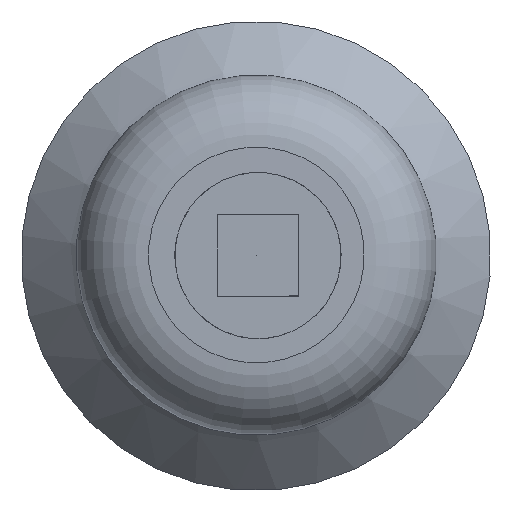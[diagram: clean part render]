
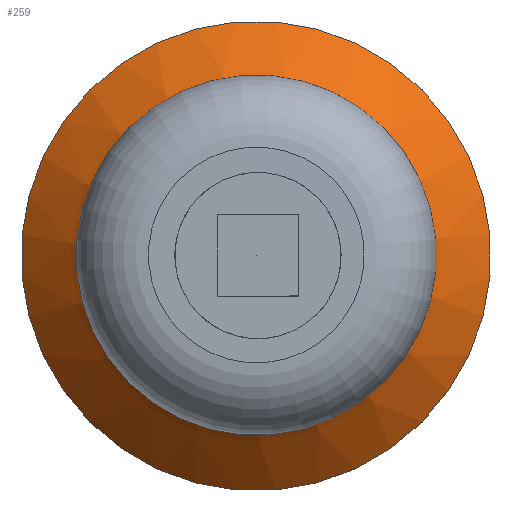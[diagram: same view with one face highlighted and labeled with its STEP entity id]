
A CAD part, top view. The second image highlights one B-rep face of the part: STEP entity #259.
In plain terms, the highlighted conical face has half-angle 44.951 degrees and reference radius 3.801 mm.
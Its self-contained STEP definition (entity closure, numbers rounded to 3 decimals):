
#204=CARTESIAN_POINT('',(59.329,166.684,28.195));
#205=VERTEX_POINT('',#204);
#212=CARTESIAN_POINT('',(51.986,164.717,28.201));
#213=VERTEX_POINT('',#212);
#214=CARTESIAN_POINT('',(55.657,165.701,28.198));
#215=DIRECTION('',(-0.001,0.,-1.));
#216=DIRECTION('',(-0.966,-0.259,0.001));
#217=AXIS2_PLACEMENT_3D('',#214,#215,#216);
#218=CIRCLE('',#217,3.801);
#219=EDGE_CURVE('',#213,#205,#218,.T.);
#221=CARTESIAN_POINT('',(55.657,165.701,28.198));
#222=DIRECTION('',(-0.001,0.,-1.));
#223=DIRECTION('',(-0.966,-0.259,0.001));
#224=AXIS2_PLACEMENT_3D('',#221,#222,#223);
#225=CIRCLE('',#224,3.801);
#226=EDGE_CURVE('',#205,#213,#225,.T.);
#234=CARTESIAN_POINT('',(55.657,165.701,28.198));
#235=DIRECTION('',(-0.001,0.,-1.));
#236=DIRECTION('',(-0.966,-0.259,0.001));
#237=AXIS2_PLACEMENT_3D('',#234,#235,#236);
#238=CONICAL_SURFACE('',#237,3.801,44.951);
#239=CARTESIAN_POINT('',(49.376,164.018,25.5));
#240=VERTEX_POINT('',#239);
#241=CARTESIAN_POINT('',(49.376,164.018,25.5));
#242=DIRECTION('',(0.683,0.183,0.707));
#243=VECTOR('',#242,3.82);
#244=LINE('',#241,#243);
#245=EDGE_CURVE('',#240,#213,#244,.T.);
#246=ORIENTED_EDGE('',*,*,#245,.T.);
#247=ORIENTED_EDGE('',*,*,#219,.T.);
#248=ORIENTED_EDGE('',*,*,#226,.T.);
#249=ORIENTED_EDGE('',*,*,#245,.F.);
#250=CARTESIAN_POINT('',(55.655,165.7,25.494));
#251=DIRECTION('',(-0.001,0.,-1.));
#252=DIRECTION('',(-0.966,-0.259,0.001));
#253=AXIS2_PLACEMENT_3D('',#250,#251,#252);
#254=CIRCLE('',#253,6.5);
#255=EDGE_CURVE('',#240,#240,#254,.T.);
#256=ORIENTED_EDGE('',*,*,#255,.F.);
#257=EDGE_LOOP('',(#246,#247,#248,#249,#256));
#258=FACE_BOUND('',#257,.T.);
#259=ADVANCED_FACE('',(#258),#238,.T.);
